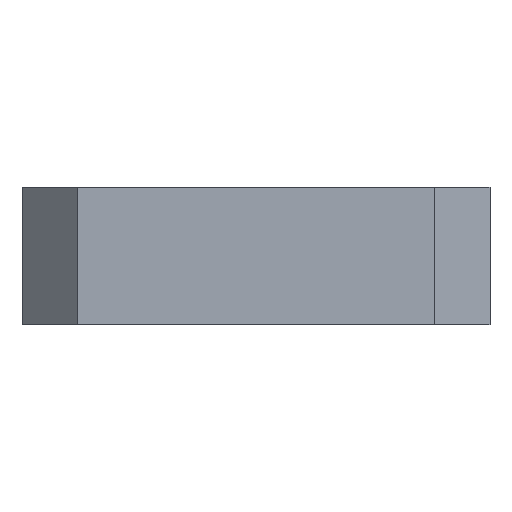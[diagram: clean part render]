
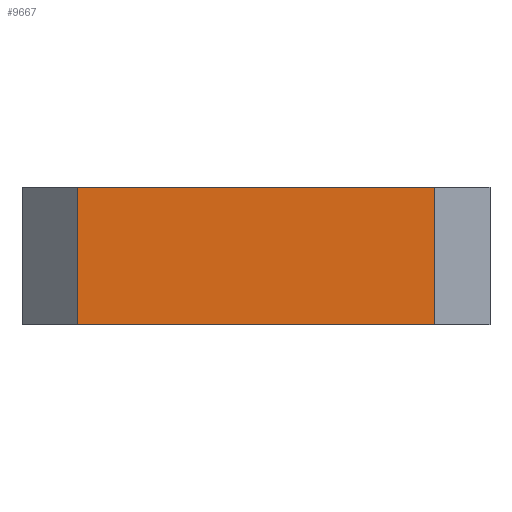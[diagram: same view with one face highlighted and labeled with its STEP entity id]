
A CAD part, left-side view. The second image highlights one B-rep face of the part: STEP entity #9667.
In plain terms, the highlighted planar face has unit normal (-1, 0, 0).
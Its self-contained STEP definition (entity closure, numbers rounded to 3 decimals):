
#329 = CARTESIAN_POINT ( 'NONE',  ( -2., 0.444, -5. ) ) ;
#428 = PLANE ( 'NONE',  #1026 ) ;
#602 = LINE ( 'NONE', #982, #1398 ) ;
#730 = EDGE_CURVE ( 'NONE', #5896, #5498, #2844, .T. ) ;
#799 = VERTEX_POINT ( 'NONE', #8218 ) ;
#911 = VECTOR ( 'NONE', #4728, 1000. ) ;
#982 = CARTESIAN_POINT ( 'NONE',  ( -2., 0.444, -5. ) ) ;
#1026 = AXIS2_PLACEMENT_3D ( 'NONE', #329, #9352, #3573 ) ;
#1398 = VECTOR ( 'NONE', #6575, 1000. ) ;
#1556 = DIRECTION ( 'NONE',  ( 0., 0., 1. ) ) ;
#2775 = ORIENTED_EDGE ( 'NONE', *, *, #730, .F. ) ;
#2844 = LINE ( 'NONE', #8862, #911 ) ;
#2914 = VERTEX_POINT ( 'NONE', #3203 ) ;
#3031 = EDGE_CURVE ( 'NONE', #2914, #799, #602, .T. ) ;
#3203 = CARTESIAN_POINT ( 'NONE',  ( -2., 0.444, -5. ) ) ;
#3573 = DIRECTION ( 'NONE',  ( 0., -1., 0. ) ) ;
#3701 = EDGE_LOOP ( 'NONE', ( #2775, #8091, #5497, #4680 ) ) ;
#4629 = CARTESIAN_POINT ( 'NONE',  ( -2., -12.556, -5. ) ) ;
#4680 = ORIENTED_EDGE ( 'NONE', *, *, #8181, .T. ) ;
#4728 = DIRECTION ( 'NONE',  ( 0., -1., 0. ) ) ;
#5222 = CARTESIAN_POINT ( 'NONE',  ( -2., 0.444, 0. ) ) ;
#5497 = ORIENTED_EDGE ( 'NONE', *, *, #3031, .T. ) ;
#5498 = VERTEX_POINT ( 'NONE', #7121 ) ;
#5896 = VERTEX_POINT ( 'NONE', #5222 ) ;
#6322 = VECTOR ( 'NONE', #9404, 1000. ) ;
#6575 = DIRECTION ( 'NONE',  ( 0., -1., 0. ) ) ;
#6675 = FACE_OUTER_BOUND ( 'NONE', #3701, .T. ) ;
#7121 = CARTESIAN_POINT ( 'NONE',  ( -2., -12.556, 0. ) ) ;
#8091 = ORIENTED_EDGE ( 'NONE', *, *, #9788, .F. ) ;
#8136 = CARTESIAN_POINT ( 'NONE',  ( -2., 0.444, -5. ) ) ;
#8181 = EDGE_CURVE ( 'NONE', #799, #5498, #8739, .T. ) ;
#8218 = CARTESIAN_POINT ( 'NONE',  ( -2., -12.556, -5. ) ) ;
#8739 = LINE ( 'NONE', #4629, #6322 ) ;
#8862 = CARTESIAN_POINT ( 'NONE',  ( -2., 0.444, 0. ) ) ;
#8951 = VECTOR ( 'NONE', #1556, 1000. ) ;
#9352 = DIRECTION ( 'NONE',  ( -1., 0., 0. ) ) ;
#9404 = DIRECTION ( 'NONE',  ( 0., 0., 1. ) ) ;
#9667 = ADVANCED_FACE ( 'NONE', ( #6675 ), #428, .T. ) ;
#9788 = EDGE_CURVE ( 'NONE', #2914, #5896, #9854, .T. ) ;
#9854 = LINE ( 'NONE', #8136, #8951 ) ;
